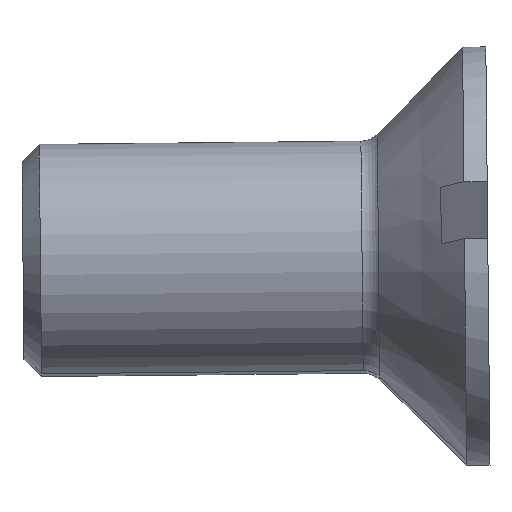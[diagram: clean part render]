
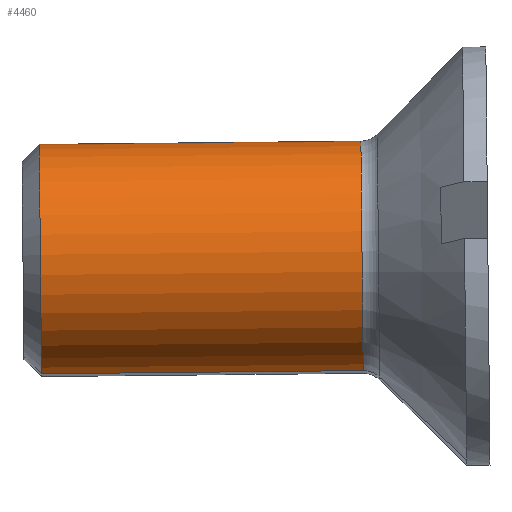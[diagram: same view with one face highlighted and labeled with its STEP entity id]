
A CAD part, front view. The second image highlights one B-rep face of the part: STEP entity #4460.
In plain terms, the highlighted cylindrical face has radius 5 mm (diameter 10 mm), a partial arc.
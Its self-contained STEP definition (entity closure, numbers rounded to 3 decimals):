
#1660=CARTESIAN_POINT('',(5.,0.,-19.25));
#1670=VERTEX_POINT('',#1660);
#1830=CARTESIAN_POINT('',(-5.,0.,-19.25));
#1840=VERTEX_POINT('',#1830);
#1870=CARTESIAN_POINT('',(0.,0.,-19.25));
#1880=DIRECTION('',(0.,0.,-1.));
#1890=DIRECTION('',(-1.,0.,0.));
#1900=AXIS2_PLACEMENT_3D('',#1870,#1880,#1890);
#1910=CIRCLE('',#1900,5.);
#1920=EDGE_CURVE('',#1670,#1840,#1910,.T.);
#3760=CARTESIAN_POINT('',(5.,0.,-5.414));
#3770=VERTEX_POINT('',#3760);
#3800=CARTESIAN_POINT('',(0.,0.,-5.414));
#3810=DIRECTION('',(0.,0.,1.));
#3820=DIRECTION('',(1.,0.,0.));
#3830=AXIS2_PLACEMENT_3D('',#3800,#3810,#3820);
#3840=CIRCLE('',#3830,5.);
#3850=CARTESIAN_POINT('',(-5.,0.,-5.414));
#3860=VERTEX_POINT('',#3850);
#3870=EDGE_CURVE('',#3860,#3770,#3840,.T.);
#4250=CARTESIAN_POINT('',(0.,0.,0.));
#4260=DIRECTION('',(0.,0.,-1.));
#4270=DIRECTION('',(1.,0.,0.));
#4280=AXIS2_PLACEMENT_3D('',#4250,#4260,#4270);
#4290=CYLINDRICAL_SURFACE('',#4280,5.);
#4300=CARTESIAN_POINT('',(-5.,0.,
0.));
#4310=DIRECTION('',(0.,0.,-1.));
#4320=VECTOR('',#4310,1.);
#4330=LINE('',#4300,#4320);
#4340=EDGE_CURVE('',#3860,#1840,#4330,.T.);
#4350=ORIENTED_EDGE('',*,*,#4340,.T.);
#4360=ORIENTED_EDGE('',*,*,#3870,.F.);
#4370=CARTESIAN_POINT('',(5.,0.,0.));
#4380=DIRECTION('',(0.,0.,-1.));
#4390=VECTOR('',#4380,1.);
#4400=LINE('',#4370,#4390);
#4410=EDGE_CURVE('',#3770,#1670,#4400,.T.);
#4420=ORIENTED_EDGE('',*,*,#4410,.F.);
#4430=ORIENTED_EDGE('',*,*,#1920,.F.);
#4440=EDGE_LOOP('',(#4430,#4420,#4360,#4350));
#4450=FACE_OUTER_BOUND('',#4440,.T.);
#4460=ADVANCED_FACE('',(#4450),#4290,.T.);
